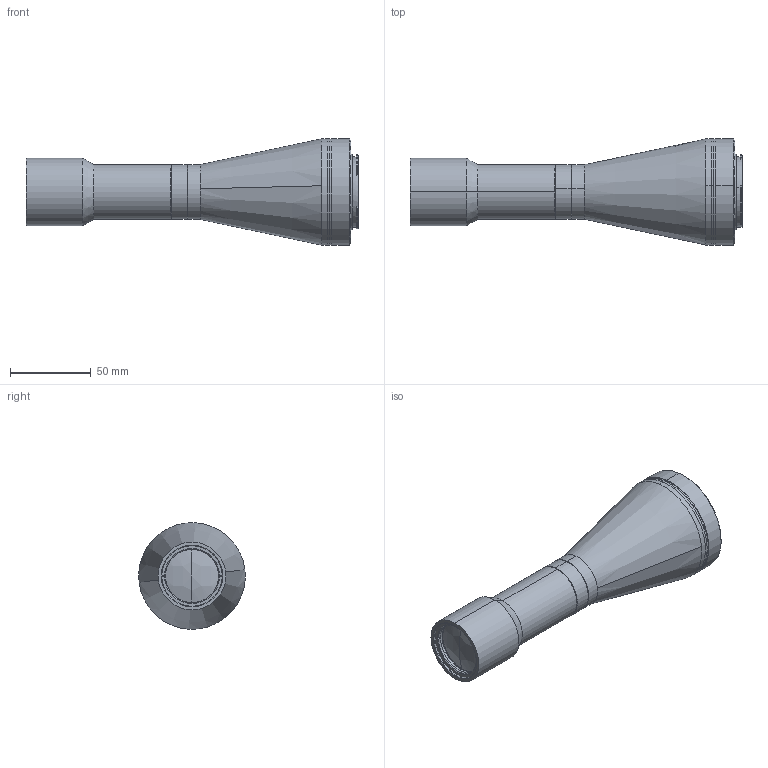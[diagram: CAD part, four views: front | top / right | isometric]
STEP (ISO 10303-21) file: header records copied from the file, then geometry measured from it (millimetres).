
FILE_DESCRIPTION (( 'STEP AP214' ), '1' );
FILE_NAME ('TTL39.2-25-50F.STEP', '2023-05-12T09:19:57', ( '' ), ( '' ), 'SwSTEP 2.0', 'SolidWorks 2022', '' );
FILE_SCHEMA (( 'AUTOMOTIVE_DESIGN' ));
Length unit declared in the file: millimetre
Products named in the file (1): TTL39.2-25-50F
Bounding box: 205.63 x 65.89 x 65.89 mm (x, y, z)
Volume: 238500.5 mm3; surface area: 110721.3 mm2
Topology: 31 solids, 31 shells, 479 faces, 1037 edges, 653 vertices
Faces by surface type: cylinder 192, plane 122, cone 104, bspline 61
Entity records: 20648 total; most frequent: CARTESIAN_POINT 4329, DIRECTION 2430, ORIENTED_EDGE 2074, EDGE_CURVE 1037, AXIS2_PLACEMENT_3D 1020, VERTEX_POINT 653, CIRCLE 601, EDGE_LOOP 556
